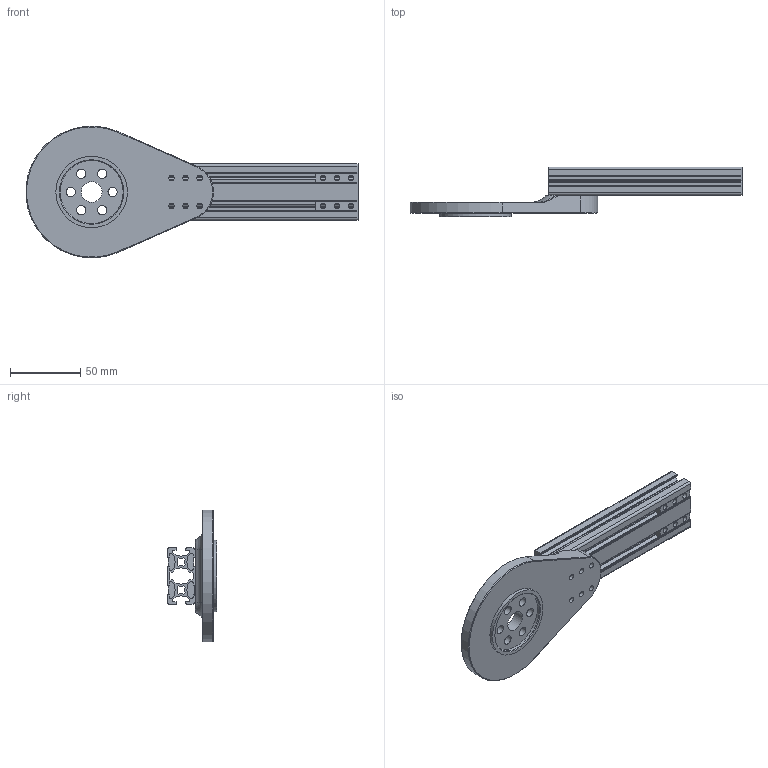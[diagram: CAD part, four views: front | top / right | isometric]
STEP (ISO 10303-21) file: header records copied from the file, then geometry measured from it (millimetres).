
FILE_DESCRIPTION(/* description */ (''),/* implementation_level */ '2;1');
FILE_NAME(/* name */ 'Link_03_Assembly_V03.stp',/* time_stamp */ '2025-12-03T00:50:39+01:00',/* author */ ('pochi'),/* organization */ (''),/* preprocessor_version */ 'ST-DEVELOPER v20.1',/* originating_system */ 'Autodesk Inventor 2026',/* authorisation */ '');
FILE_SCHEMA (('AUTOMOTIVE_DESIGN { 1 0 10303 214 3 1 1 }'));
Length unit declared in the file: millimetre
Products named in the file (3): Link_03_Assembly_V02; Link_03_V03; RotationalConector_20x40_V02
Assembly tree (2 placements, depth 2):
  Link_03_Assembly_V02
    Link_03_V03
    RotationalConector_20x40_V02
Bounding box: 236.82 x 35.5 x 93.77 mm (x, y, z)
Volume: 126147.1 mm3; surface area: 77360 mm2
Topology: 10 solids, 10 shells, 689 faces, 2056 edges, 1365 vertices
Faces by surface type: cylinder 342, plane 324, bspline 14, cone 7, torus 2
Full cylindrical faces by diameter (mm): 4 x30, 6.6 x6, 14.8 x1, 45 x1, 51 x1
Entity records: 25315 total; most frequent: CARTESIAN_POINT 6232, ORIENTED_EDGE 4112, DIRECTION 3887, EDGE_CURVE 2056, VERTEX_POINT 1365, AXIS2_PLACEMENT_3D 1353, LINE 1181, VECTOR 1181
